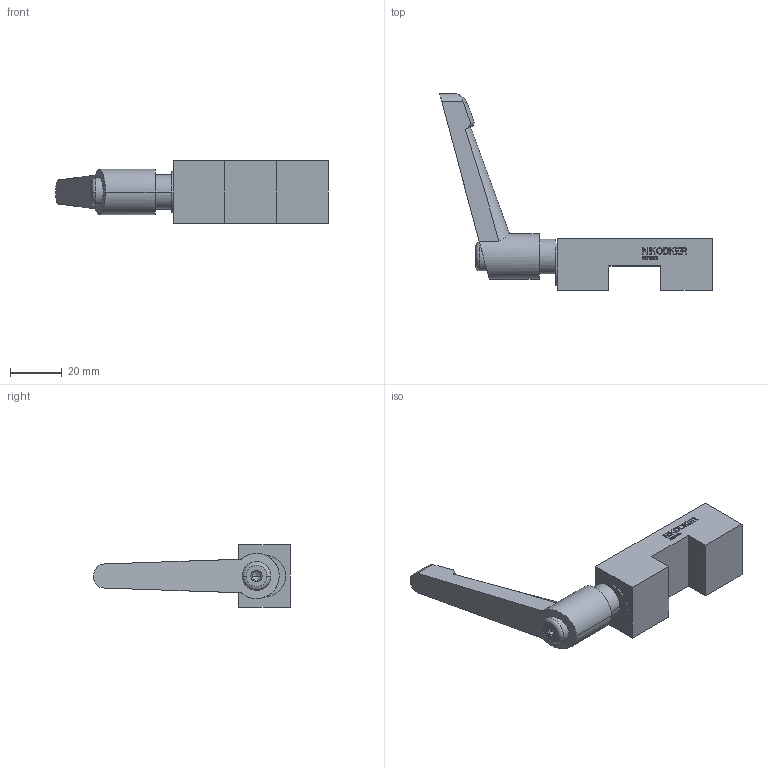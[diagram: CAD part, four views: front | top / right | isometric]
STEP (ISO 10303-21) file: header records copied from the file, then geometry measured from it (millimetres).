
FILE_DESCRIPTION((''),'2;1');
FILE_NAME('NK2001A','2023-07-11T21:05:39',('lx'),(''),'CREO PARAMETRIC BY PTC INC, 2018100','CREO PARAMETRIC BY PTC INC, 2018100','');
FILE_SCHEMA(('CONFIG_CONTROL_DESIGN'));
Length unit declared in the file: millimetre
Products named in the file (1): NK2001A
Bounding box: 105.5 x 76.1 x 24 mm (x, y, z)
Volume: 35690.6 mm3; surface area: 11686.1 mm2
Topology: 1 solids, 3 shells, 399 faces, 1086 edges, 721 vertices
Faces by surface type: plane 349, cylinder 36, cone 10, torus 3, bspline 1
Entity records: 12715 total; most frequent: CARTESIAN_POINT 2631, ORIENTED_EDGE 2166, DIRECTION 1888, EDGE_CURVE 1084, VECTOR 972, LINE 972, VERTEX_POINT 721, AXIS2_PLACEMENT_3D 458
